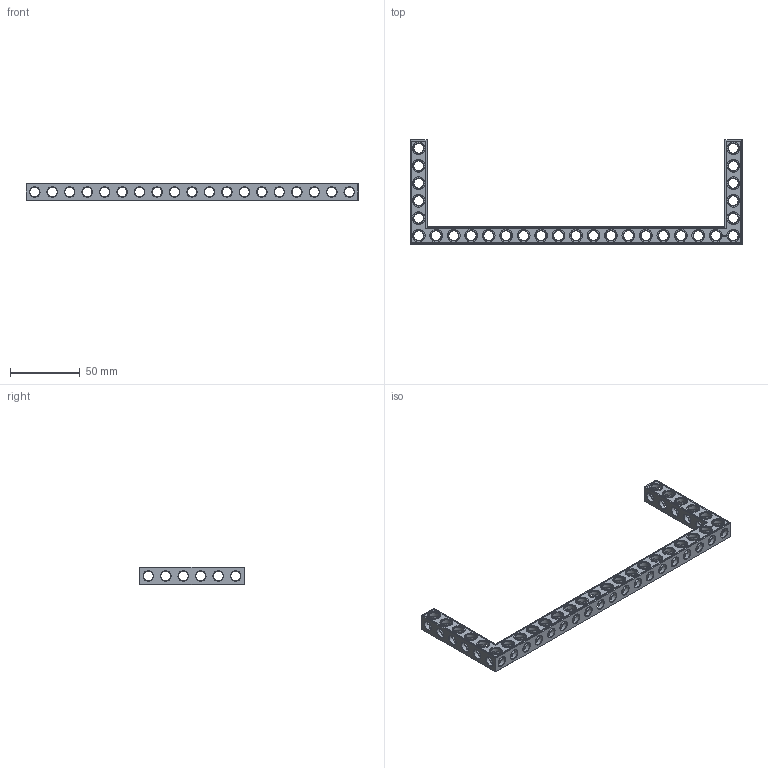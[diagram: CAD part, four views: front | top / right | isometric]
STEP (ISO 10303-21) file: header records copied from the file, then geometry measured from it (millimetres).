
FILE_DESCRIPTION(('FreeCAD Model'),'2;1');
FILE_NAME('Open CASCADE Shape Model','2022-03-06T23:14:27',('Author'),( ''),'Open CASCADE STEP processor 7.5','FreeCAD','Unknown');
FILE_SCHEMA(('AUTOMOTIVE_DESIGN { 1 0 10303 214 1 1 1 1 }'));
Products named in the file (1): Beam AGD ESS USH SYM BU19x06x01 - SPN-BEM-0617 (stemfie.org)
Bounding box: 237.5 x 75 x 12.5 mm (x, y, z)
Volume: 28324.6 mm3; surface area: 25352.7 mm2
Topology: 1 solids, 1 shells, 835 faces, 2531 edges, 1644 vertices
Faces by surface type: plane 404, cylinder 175, extrusion 138, cone 118
Full cylindrical faces by diameter (mm): 6.98 x14, 7 x132, 9.2 x29
Entity records: 118911 total; most frequent: CARTESIAN_POINT 71220, DIRECTION 7911, ORIENTED_EDGE 5062, PCURVE 5062, DEFINITIONAL_REPRESENTATION 5062, VECTOR 4944, LINE 4806, EDGE_CURVE 2531
